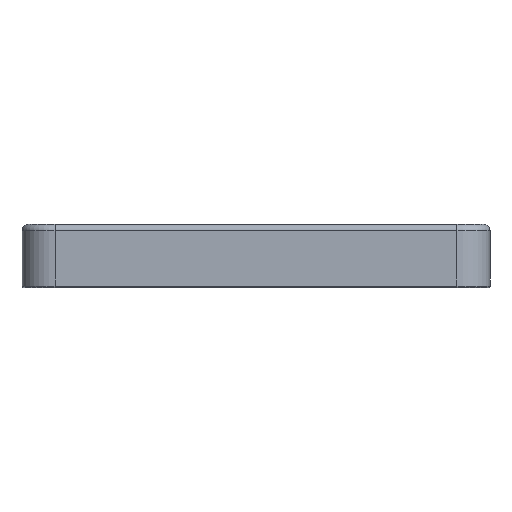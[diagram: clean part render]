
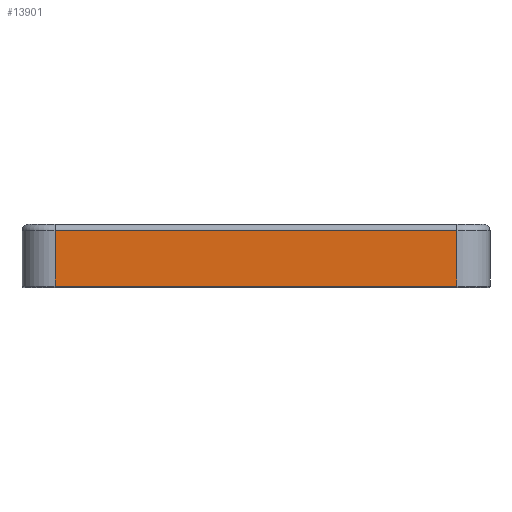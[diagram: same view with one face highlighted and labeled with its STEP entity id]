
A CAD part, left-side view. The second image highlights one B-rep face of the part: STEP entity #13901.
In plain terms, the highlighted planar face has unit normal (-1, 0, 0).
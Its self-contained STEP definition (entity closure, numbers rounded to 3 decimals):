
#463=PLANE('',#14705);
#2193=LINE('',#21893,#4004);
#2199=LINE('',#21920,#4010);
#2200=LINE('',#21924,#4011);
#2201=LINE('',#21925,#4012);
#4004=VECTOR('',#17481,10.);
#4010=VECTOR('',#17517,10.);
#4011=VECTOR('',#17522,10.);
#4012=VECTOR('',#17523,10.);
#4838=FACE_OUTER_BOUND('',#5580,.T.);
#5580=EDGE_LOOP('',(#11686,#11687,#11688,#11689));
#7255=VERTEX_POINT('',#21887);
#7256=VERTEX_POINT('',#21891);
#7262=VERTEX_POINT('',#21919);
#7263=VERTEX_POINT('',#21923);
#8949=EDGE_CURVE('',#7255,#7256,#2193,.T.);
#8962=EDGE_CURVE('',#7256,#7262,#2199,.T.);
#8964=EDGE_CURVE('',#7255,#7263,#2200,.T.);
#8965=EDGE_CURVE('',#7262,#7263,#2201,.T.);
#11686=ORIENTED_EDGE('',*,*,#8949,.F.);
#11687=ORIENTED_EDGE('',*,*,#8964,.T.);
#11688=ORIENTED_EDGE('',*,*,#8965,.F.);
#11689=ORIENTED_EDGE('',*,*,#8962,.F.);
#13901=ADVANCED_FACE('',(#4838),#463,.T.);
#14705=AXIS2_PLACEMENT_3D('',#21922,#17520,#17521);
#17481=DIRECTION('',(0.,1.,0.));
#17517=DIRECTION('',(0.,0.,1.));
#17520=DIRECTION('center_axis',(-1.,0.,0.));
#17521=DIRECTION('ref_axis',(0.,-1.,0.));
#17522=DIRECTION('',(0.,0.,1.));
#17523=DIRECTION('',(0.,-1.,0.));
#21887=CARTESIAN_POINT('',(-6.95,-0.95,-6.2));
#21891=CARTESIAN_POINT('',(-6.95,72.05,-6.2));
#21893=CARTESIAN_POINT('',(-6.95,53.8,-6.2));
#21919=CARTESIAN_POINT('',(-6.95,72.05,3.8));
#21920=CARTESIAN_POINT('',(-6.95,72.05,0.));
#21922=CARTESIAN_POINT('Origin',(-6.95,72.05,0.));
#21923=CARTESIAN_POINT('',(-6.95,-0.95,3.8));
#21924=CARTESIAN_POINT('',(-6.95,-0.95,0.));
#21925=CARTESIAN_POINT('',(-6.95,53.8,3.8));
